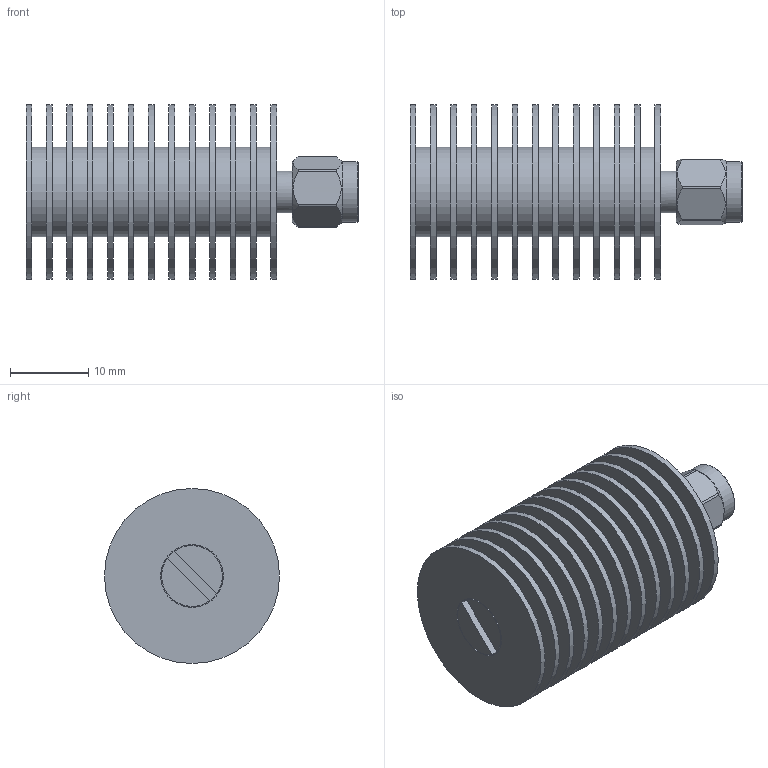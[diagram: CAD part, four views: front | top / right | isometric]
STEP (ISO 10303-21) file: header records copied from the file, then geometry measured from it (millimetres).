
FILE_DESCRIPTION (( 'STEP AP203' ), '1' );
FILE_NAME ('ST6S-10.step', '2019-11-05T16:34:33', ( '' ), ( '' ), 'SwSTEP 2.0', 'SolidWorks 2018', '' );
FILE_SCHEMA (( 'CONFIG_CONTROL_DESIGN' ));
Length unit declared in the file: inch
Products named in the file (1): ST6S-10
Bounding box: 42.42 x 22.35 x 22.35 mm (x, y, z)
Volume: 6447.2 mm3; surface area: 9722.1 mm2
Topology: 1 solids, 1 shells, 101 faces, 209 edges, 142 vertices
Faces by surface type: cylinder 48, plane 44, cone 5, bspline 4
Full cylindrical faces by diameter (mm): 0.94 x1, 1.194 x1, 4.445 x1, 5.334 x1, 6.35 x6, 7.762 x1, 8.016 x1, 11.479 x12, 22.352 x13
Entity records: 4506 total; most frequent: CARTESIAN_POINT 2553, DIRECTION 384, ORIENTED_EDGE 324, AXIS2_PLACEMENT_3D 180, EDGE_LOOP 164, EDGE_CURVE 162, VERTEX_POINT 138, FACE_OUTER_BOUND 128
